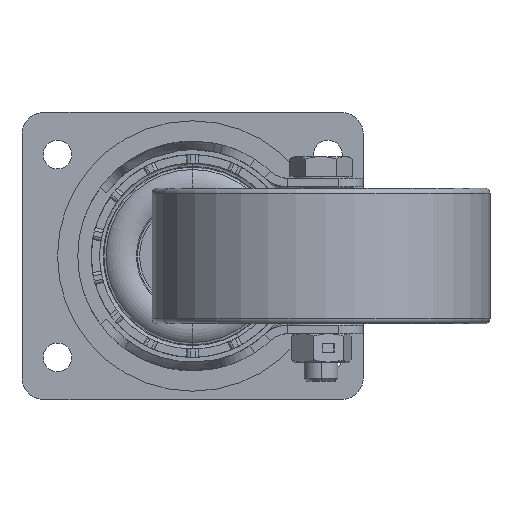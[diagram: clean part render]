
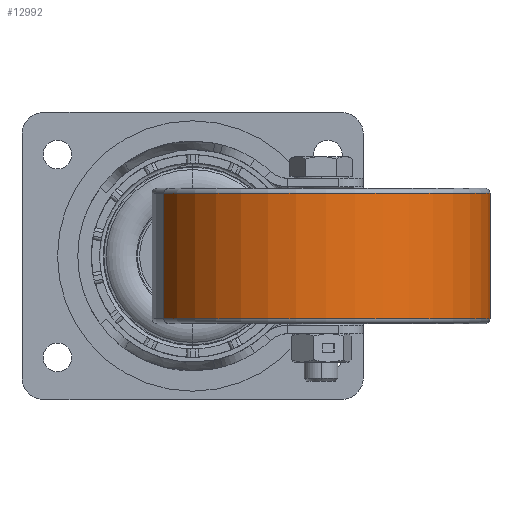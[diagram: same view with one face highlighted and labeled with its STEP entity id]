
A CAD part, front view. The second image highlights one B-rep face of the part: STEP entity #12992.
In plain terms, the highlighted cylindrical face has radius 50 mm (diameter 100 mm), a partial arc.
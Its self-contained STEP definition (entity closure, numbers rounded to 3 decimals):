
#56 = CYLINDRICAL_SURFACE ( 'NONE', #22765, 50. ) ;
#234 = EDGE_CURVE ( 'NONE', #6369, #15292, #4639, .T. ) ;
#1016 = ORIENTED_EDGE ( 'NONE', *, *, #21653, .T. ) ;
#1612 = CARTESIAN_POINT ( 'NONE',  ( 84.515, -49.516, -18.5 ) ) ;
#1926 = DIRECTION ( 'NONE',  ( 0.93, 0.367, 0. ) ) ;
#2535 = CARTESIAN_POINT ( 'NONE',  ( 84.515, -49.516, 0. ) ) ;
#2595 = VECTOR ( 'NONE', #15973, 1000. ) ;
#2698 = ORIENTED_EDGE ( 'NONE', *, *, #234, .T. ) ;
#3584 = DIRECTION ( 'NONE',  ( 0., 0., 1. ) ) ;
#4433 = AXIS2_PLACEMENT_3D ( 'NONE', #9712, #24868, #21127 ) ;
#4639 = CIRCLE ( 'NONE', #4433, 50. ) ;
#6369 = VERTEX_POINT ( 'NONE', #9592 ) ;
#8695 = VECTOR ( 'NONE', #3584, 1000. ) ;
#8763 = DIRECTION ( 'NONE',  ( 0., 0., 1. ) ) ;
#8777 = CARTESIAN_POINT ( 'NONE',  ( 38., -67.855, 0. ) ) ;
#9313 = CARTESIAN_POINT ( 'NONE',  ( -8.515, -86.194, 0. ) ) ;
#9592 = CARTESIAN_POINT ( 'NONE',  ( 84.515, -49.516, 18.5 ) ) ;
#9712 = CARTESIAN_POINT ( 'NONE',  ( 38., -67.855, 18.5 ) ) ;
#9845 = CIRCLE ( 'NONE', #21533, 50. ) ;
#10933 = ORIENTED_EDGE ( 'NONE', *, *, #18253, .T. ) ;
#12992 = ADVANCED_FACE ( 'NONE', ( #22411 ), #56, .T. ) ;
#14457 = DIRECTION ( 'NONE',  ( -0.93, -0.367, 0. ) ) ;
#14994 = LINE ( 'NONE', #9313, #8695 ) ;
#15292 = VERTEX_POINT ( 'NONE', #23792 ) ;
#15422 = VERTEX_POINT ( 'NONE', #1612 ) ;
#15442 = ORIENTED_EDGE ( 'NONE', *, *, #23962, .F. ) ;
#15973 = DIRECTION ( 'NONE',  ( 0., 0., 1. ) ) ;
#16298 = CARTESIAN_POINT ( 'NONE',  ( 38., -67.855, -18.5 ) ) ;
#16556 = CARTESIAN_POINT ( 'NONE',  ( -8.515, -86.194, -18.5 ) ) ;
#16822 = VERTEX_POINT ( 'NONE', #16556 ) ;
#17654 = EDGE_LOOP ( 'NONE', ( #15442, #1016, #10933, #2698 ) ) ;
#18253 = EDGE_CURVE ( 'NONE', #15422, #6369, #20345, .T. ) ;
#20345 = LINE ( 'NONE', #2535, #2595 ) ;
#21127 = DIRECTION ( 'NONE',  ( 0.93, 0.367, 0. ) ) ;
#21533 = AXIS2_PLACEMENT_3D ( 'NONE', #16298, #8763, #14457 ) ;
#21653 = EDGE_CURVE ( 'NONE', #16822, #15422, #9845, .T. ) ;
#22411 = FACE_OUTER_BOUND ( 'NONE', #17654, .T. ) ;
#22765 = AXIS2_PLACEMENT_3D ( 'NONE', #8777, #24183, #1926 ) ;
#23792 = CARTESIAN_POINT ( 'NONE',  ( -8.515, -86.194, 18.5 ) ) ;
#23962 = EDGE_CURVE ( 'NONE', #16822, #15292, #14994, .T. ) ;
#24183 = DIRECTION ( 'NONE',  ( 0., 0., 1. ) ) ;
#24868 = DIRECTION ( 'NONE',  ( 0., 0., -1. ) ) ;
